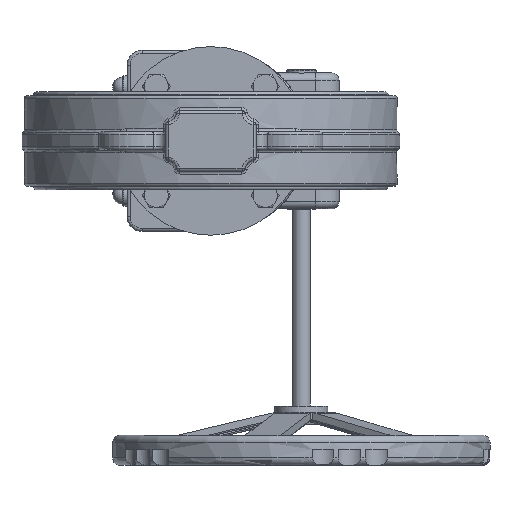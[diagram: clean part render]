
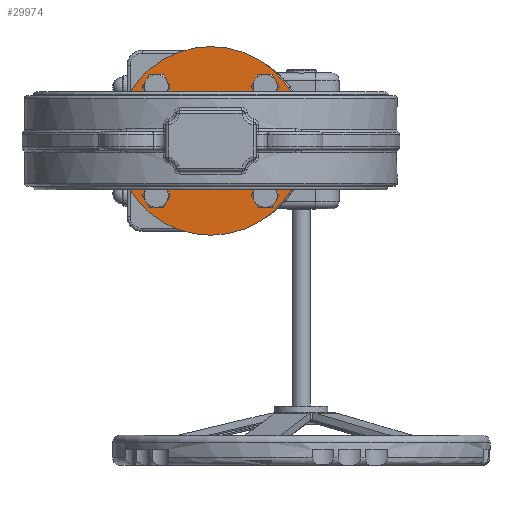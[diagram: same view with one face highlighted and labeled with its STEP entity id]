
A CAD part, front view. The second image highlights one B-rep face of the part: STEP entity #29974.
In plain terms, the highlighted planar face has unit normal (0, -1, 0).
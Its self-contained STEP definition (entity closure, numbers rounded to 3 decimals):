
#231=FACE_BOUND('',#8484,.T.);
#232=FACE_BOUND('',#8485,.T.);
#233=FACE_BOUND('',#8486,.T.);
#234=FACE_BOUND('',#8487,.T.);
#235=FACE_BOUND('',#8488,.T.);
#446=PLANE('',#32334);
#2213=LINE('',#46593,#4063);
#2215=LINE('',#46612,#4065);
#2219=LINE('',#46618,#4069);
#2221=LINE('',#46621,#4071);
#4063=VECTOR('',#36187,10.);
#4065=VECTOR('',#36211,10.);
#4069=VECTOR('',#36219,10.);
#4071=VECTOR('',#36223,10.);
#6605=FACE_OUTER_BOUND('',#8483,.T.);
#8483=EDGE_LOOP('',(#19980));
#8484=EDGE_LOOP('',(#19981));
#8485=EDGE_LOOP('',(#19982));
#8486=EDGE_LOOP('',(#19983));
#8487=EDGE_LOOP('',(#19984));
#8488=EDGE_LOOP('',(#19985,#19986,#19987,#19988,#19989,#19990,#19991,#19992));
#10524=CIRCLE('',#32311,10.);
#10526=CIRCLE('',#32314,10.);
#10530=CIRCLE('',#32321,10.);
#10533=CIRCLE('',#32325,10.);
#10537=CIRCLE('',#32335,62.5);
#10538=CIRCLE('',#32336,6.);
#10539=CIRCLE('',#32337,6.);
#10540=CIRCLE('',#32338,6.);
#10541=CIRCLE('',#32339,6.);
#12186=VERTEX_POINT('',#46579);
#12187=VERTEX_POINT('',#46581);
#12188=VERTEX_POINT('',#46585);
#12189=VERTEX_POINT('',#46586);
#12191=VERTEX_POINT('',#46597);
#12192=VERTEX_POINT('',#46598);
#12193=VERTEX_POINT('',#46603);
#12194=VERTEX_POINT('',#46604);
#12243=VERTEX_POINT('',#46761);
#12244=VERTEX_POINT('',#46763);
#12245=VERTEX_POINT('',#46765);
#12246=VERTEX_POINT('',#46767);
#12247=VERTEX_POINT('',#46769);
#15021=EDGE_CURVE('',#12186,#12187,#10524,.T.);
#15023=EDGE_CURVE('',#12188,#12189,#10526,.T.);
#15027=EDGE_CURVE('',#12189,#12186,#2213,.T.);
#15029=EDGE_CURVE('',#12191,#12192,#10530,.T.);
#15032=EDGE_CURVE('',#12193,#12194,#10533,.T.);
#15036=EDGE_CURVE('',#12194,#12188,#2215,.T.);
#15040=EDGE_CURVE('',#12192,#12193,#2219,.T.);
#15042=EDGE_CURVE('',#12187,#12191,#2221,.T.);
#15089=EDGE_CURVE('',#12243,#12243,#10537,.T.);
#15090=EDGE_CURVE('',#12244,#12244,#10538,.T.);
#15091=EDGE_CURVE('',#12245,#12245,#10539,.T.);
#15092=EDGE_CURVE('',#12246,#12246,#10540,.T.);
#15093=EDGE_CURVE('',#12247,#12247,#10541,.T.);
#19980=ORIENTED_EDGE('',*,*,#15089,.T.);
#19981=ORIENTED_EDGE('',*,*,#15090,.T.);
#19982=ORIENTED_EDGE('',*,*,#15091,.T.);
#19983=ORIENTED_EDGE('',*,*,#15092,.T.);
#19984=ORIENTED_EDGE('',*,*,#15093,.T.);
#19985=ORIENTED_EDGE('',*,*,#15032,.F.);
#19986=ORIENTED_EDGE('',*,*,#15040,.F.);
#19987=ORIENTED_EDGE('',*,*,#15029,.F.);
#19988=ORIENTED_EDGE('',*,*,#15042,.F.);
#19989=ORIENTED_EDGE('',*,*,#15021,.F.);
#19990=ORIENTED_EDGE('',*,*,#15027,.F.);
#19991=ORIENTED_EDGE('',*,*,#15023,.F.);
#19992=ORIENTED_EDGE('',*,*,#15036,.F.);
#29974=ADVANCED_FACE('',(#6605,#231,#232,#233,#234,#235),#446,.F.);
#32311=AXIS2_PLACEMENT_3D('',#46582,#36171,#36172);
#32314=AXIS2_PLACEMENT_3D('',#46587,#36177,#36178);
#32321=AXIS2_PLACEMENT_3D('',#46599,#36193,#36194);
#32325=AXIS2_PLACEMENT_3D('',#46605,#36201,#36202);
#32334=AXIS2_PLACEMENT_3D('',#46760,#36257,#36258);
#32335=AXIS2_PLACEMENT_3D('',#46762,#36259,#36260);
#32336=AXIS2_PLACEMENT_3D('',#46764,#36261,#36262);
#32337=AXIS2_PLACEMENT_3D('',#46766,#36263,#36264);
#32338=AXIS2_PLACEMENT_3D('',#46768,#36265,#36266);
#32339=AXIS2_PLACEMENT_3D('',#46770,#36267,#36268);
#36171=DIRECTION('center_axis',(0.,-1.,0.));
#36172=DIRECTION('ref_axis',(-0.707,0.,-0.707));
#36177=DIRECTION('center_axis',(0.,-1.,0.));
#36178=DIRECTION('ref_axis',(-0.707,0.,0.707));
#36187=DIRECTION('',(0.,0.,-1.));
#36193=DIRECTION('center_axis',(0.,-1.,0.));
#36194=DIRECTION('ref_axis',(0.707,0.,-0.707));
#36201=DIRECTION('center_axis',(0.,-1.,0.));
#36202=DIRECTION('ref_axis',(0.707,0.,0.707));
#36211=DIRECTION('',(-1.,0.,0.));
#36219=DIRECTION('',(0.,0.,1.));
#36223=DIRECTION('',(1.,0.,0.));
#36257=DIRECTION('center_axis',(0.,1.,0.));
#36258=DIRECTION('ref_axis',(0.,0.,1.));
#36259=DIRECTION('center_axis',(0.,-1.,0.));
#36260=DIRECTION('ref_axis',(1.,0.,0.));
#36261=DIRECTION('center_axis',(0.,1.,0.));
#36262=DIRECTION('ref_axis',(-1.,0.,0.));
#36263=DIRECTION('center_axis',(0.,1.,0.));
#36264=DIRECTION('ref_axis',(-1.,0.,0.));
#36265=DIRECTION('center_axis',(0.,1.,0.));
#36266=DIRECTION('ref_axis',(-1.,0.,0.));
#36267=DIRECTION('center_axis',(0.,1.,0.));
#36268=DIRECTION('ref_axis',(-1.,0.,0.));
#46579=CARTESIAN_POINT('',(-37.,248.,-17.));
#46581=CARTESIAN_POINT('',(-27.,248.,-27.));
#46582=CARTESIAN_POINT('Origin',(-27.,248.,-17.));
#46585=CARTESIAN_POINT('',(-27.,248.,27.));
#46586=CARTESIAN_POINT('',(-37.,248.,17.));
#46587=CARTESIAN_POINT('Origin',(-27.,248.,17.));
#46593=CARTESIAN_POINT('',(-37.,248.,11.));
#46597=CARTESIAN_POINT('',(27.,248.,-27.));
#46598=CARTESIAN_POINT('',(37.,248.,-17.));
#46599=CARTESIAN_POINT('Origin',(27.,248.,-17.));
#46603=CARTESIAN_POINT('',(37.,248.,17.));
#46604=CARTESIAN_POINT('',(27.,248.,27.));
#46605=CARTESIAN_POINT('Origin',(27.,248.,17.));
#46612=CARTESIAN_POINT('',(16.,248.,27.));
#46618=CARTESIAN_POINT('',(37.,248.,-11.));
#46621=CARTESIAN_POINT('',(-16.,248.,-27.));
#46760=CARTESIAN_POINT('Origin',(0.,248.,0.));
#46761=CARTESIAN_POINT('',(-62.5,248.,0.));
#46762=CARTESIAN_POINT('Origin',(0.,248.,0.));
#46763=CARTESIAN_POINT('',(42.062,248.,-36.062));
#46764=CARTESIAN_POINT('Origin',(36.062,248.,-36.062));
#46765=CARTESIAN_POINT('',(-30.062,248.,-36.062));
#46766=CARTESIAN_POINT('Origin',(-36.062,248.,-36.062));
#46767=CARTESIAN_POINT('',(-30.062,248.,36.062));
#46768=CARTESIAN_POINT('Origin',(-36.062,248.,36.062));
#46769=CARTESIAN_POINT('',(42.062,248.,36.062));
#46770=CARTESIAN_POINT('Origin',(36.062,248.,36.062));
